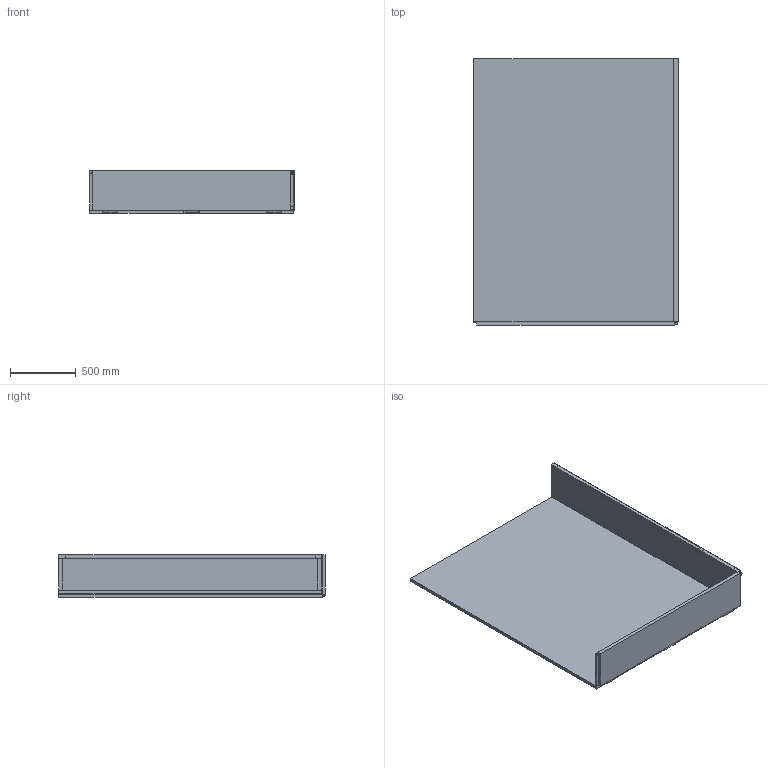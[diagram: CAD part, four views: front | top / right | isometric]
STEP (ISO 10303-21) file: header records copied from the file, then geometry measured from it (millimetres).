
FILE_DESCRIPTION(('STEP AP214'),'1');
FILE_NAME('Trzymak drzwi.stp','2024-02-14T21:04:41',(''),(''),'Spatial InterOp 3D',' ',' ');
FILE_SCHEMA(('AUTOMOTIVE_DESIGN { 1 0 10303 214 1 1 1 1 }'));
Length unit declared in the file: millimetre
Products named in the file (1): CzĂ„Â™Ă…Â›Ă„Â‡_5196
Bounding box: 1554 x 2025.42 x 325 mm (x, y, z)
Volume: 91947220.4 mm3; surface area: 9413719.2 mm2
Topology: 11 solids, 11 shells, 107 faces, 252 edges, 176 vertices
Faces by surface type: plane 61, cylinder 26, torus 20
Entity records: 4182 total; most frequent: DIRECTION 602, CARTESIAN_POINT 535, ORIENTED_EDGE 492, EDGE_CURVE 246, AXIS2_PLACEMENT_3D 231, VERTEX_POINT 164, LINE 140, VECTOR 140
